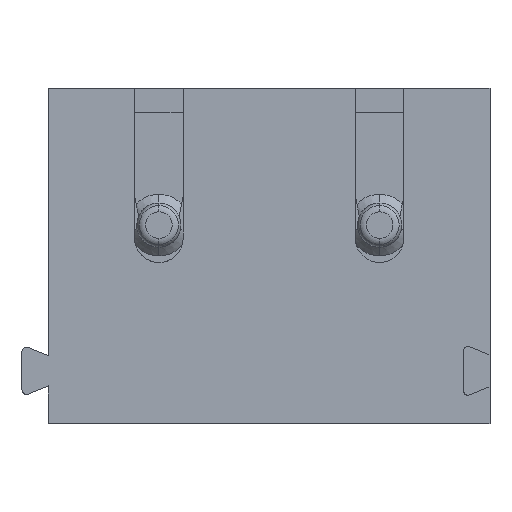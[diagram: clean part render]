
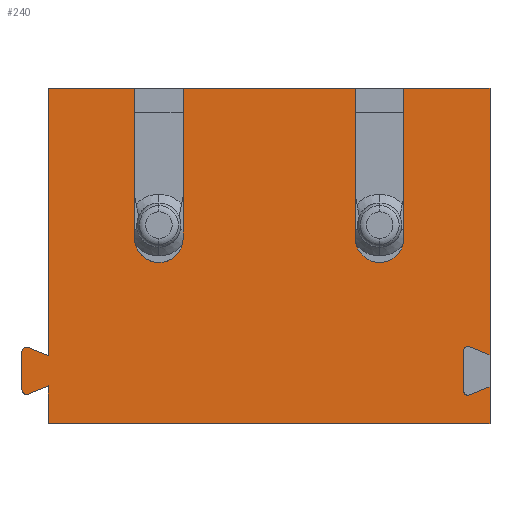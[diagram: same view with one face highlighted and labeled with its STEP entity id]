
A CAD part, front view. The second image highlights one B-rep face of the part: STEP entity #240.
In plain terms, the highlighted planar face has unit normal (0, -1, 0).
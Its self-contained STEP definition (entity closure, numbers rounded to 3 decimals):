
#240=ADVANCED_FACE('',(#1020),#656,.T.);
#656=PLANE('',#8325);
#1020=FACE_OUTER_BOUND('',#1422,.T.);
#1422=EDGE_LOOP('',(#3938,#3939,#3940,#3941,#3942,#3943,#3944,#3945,#3946,
#3947,#3948,#3949,#3950,#3951,#3952,#3953,#3954,#3955,#3956,#3957,#3958,
#3959,#3960,#3961,#3962,#3963,#3964,#3965));
#1874=LINE('',#10962,#2904);
#1875=LINE('',#10965,#2905);
#1876=LINE('',#10967,#2906);
#1877=LINE('',#10971,#2907);
#1878=LINE('',#10975,#2908);
#1879=LINE('',#10977,#2909);
#1880=LINE('',#10979,#2910);
#1881=LINE('',#10981,#2911);
#1882=LINE('',#10983,#2912);
#1883=LINE('',#10987,#2913);
#1884=LINE('',#10989,#2914);
#1885=LINE('',#10991,#2915);
#1886=LINE('',#10993,#2916);
#1887=LINE('',#10997,#2917);
#1888=LINE('',#10999,#2918);
#1889=LINE('',#11001,#2919);
#1890=LINE('',#11003,#2920);
#1891=LINE('',#11009,#2921);
#1892=LINE('',#11015,#2922);
#1893=LINE('',#11017,#2923);
#2904=VECTOR('',#8869,1.);
#2905=VECTOR('',#8870,1.);
#2906=VECTOR('',#8871,1.);
#2907=VECTOR('',#8874,1.);
#2908=VECTOR('',#8877,1.);
#2909=VECTOR('',#8878,1.);
#2910=VECTOR('',#8879,1.);
#2911=VECTOR('',#8880,1.);
#2912=VECTOR('',#8881,1.);
#2913=VECTOR('',#8884,1.);
#2914=VECTOR('',#8885,1.);
#2915=VECTOR('',#8886,1.);
#2916=VECTOR('',#8887,1.);
#2917=VECTOR('',#8890,1.);
#2918=VECTOR('',#8891,1.);
#2919=VECTOR('',#8892,1.);
#2920=VECTOR('',#8893,1.);
#2921=VECTOR('',#8898,1.);
#2922=VECTOR('',#8903,1.);
#2923=VECTOR('',#8904,1.);
#3938=ORIENTED_EDGE('',*,*,#7056,.T.);
#3939=ORIENTED_EDGE('',*,*,#7057,.F.);
#3940=ORIENTED_EDGE('',*,*,#7058,.T.);
#3941=ORIENTED_EDGE('',*,*,#7059,.T.);
#3942=ORIENTED_EDGE('',*,*,#7060,.T.);
#3943=ORIENTED_EDGE('',*,*,#7061,.T.);
#3944=ORIENTED_EDGE('',*,*,#7062,.T.);
#3945=ORIENTED_EDGE('',*,*,#7063,.F.);
#3946=ORIENTED_EDGE('',*,*,#7064,.F.);
#3947=ORIENTED_EDGE('',*,*,#7065,.T.);
#3948=ORIENTED_EDGE('',*,*,#7066,.T.);
#3949=ORIENTED_EDGE('',*,*,#7067,.T.);
#3950=ORIENTED_EDGE('',*,*,#7068,.T.);
#3951=ORIENTED_EDGE('',*,*,#7069,.F.);
#3952=ORIENTED_EDGE('',*,*,#7070,.F.);
#3953=ORIENTED_EDGE('',*,*,#7071,.F.);
#3954=ORIENTED_EDGE('',*,*,#7072,.T.);
#3955=ORIENTED_EDGE('',*,*,#7073,.F.);
#3956=ORIENTED_EDGE('',*,*,#7074,.F.);
#3957=ORIENTED_EDGE('',*,*,#7075,.F.);
#3958=ORIENTED_EDGE('',*,*,#7076,.T.);
#3959=ORIENTED_EDGE('',*,*,#7077,.T.);
#3960=ORIENTED_EDGE('',*,*,#7078,.T.);
#3961=ORIENTED_EDGE('',*,*,#7079,.F.);
#3962=ORIENTED_EDGE('',*,*,#7080,.T.);
#3963=ORIENTED_EDGE('',*,*,#7081,.T.);
#3964=ORIENTED_EDGE('',*,*,#7082,.T.);
#3965=ORIENTED_EDGE('',*,*,#7083,.F.);
#6278=VERTEX_POINT('',#10963);
#6279=VERTEX_POINT('',#10964);
#6280=VERTEX_POINT('',#10966);
#6281=VERTEX_POINT('',#10968);
#6282=VERTEX_POINT('',#10970);
#6283=VERTEX_POINT('',#10972);
#6284=VERTEX_POINT('',#10974);
#6285=VERTEX_POINT('',#10976);
#6286=VERTEX_POINT('',#10978);
#6287=VERTEX_POINT('',#10980);
#6288=VERTEX_POINT('',#10982);
#6289=VERTEX_POINT('',#10984);
#6290=VERTEX_POINT('',#10986);
#6291=VERTEX_POINT('',#10988);
#6292=VERTEX_POINT('',#10990);
#6293=VERTEX_POINT('',#10992);
#6294=VERTEX_POINT('',#10994);
#6295=VERTEX_POINT('',#10996);
#6296=VERTEX_POINT('',#10998);
#6297=VERTEX_POINT('',#11000);
#6298=VERTEX_POINT('',#11002);
#6299=VERTEX_POINT('',#11004);
#6300=VERTEX_POINT('',#11006);
#6301=VERTEX_POINT('',#11008);
#6302=VERTEX_POINT('',#11010);
#6303=VERTEX_POINT('',#11012);
#6304=VERTEX_POINT('',#11014);
#6305=VERTEX_POINT('',#11016);
#7056=EDGE_CURVE('',#6278,#6279,#1874,.T.);
#7057=EDGE_CURVE('',#6280,#6279,#1875,.T.);
#7058=EDGE_CURVE('',#6280,#6281,#1876,.T.);
#7059=EDGE_CURVE('',#6281,#6282,#8208,.T.);
#7060=EDGE_CURVE('',#6282,#6283,#1877,.T.);
#7061=EDGE_CURVE('',#6283,#6284,#8209,.T.);
#7062=EDGE_CURVE('',#6284,#6285,#1878,.T.);
#7063=EDGE_CURVE('',#6286,#6285,#1879,.T.);
#7064=EDGE_CURVE('',#6287,#6286,#1880,.T.);
#7065=EDGE_CURVE('',#6287,#6288,#1881,.T.);
#7066=EDGE_CURVE('',#6288,#6289,#1882,.T.);
#7067=EDGE_CURVE('',#6289,#6290,#8210,.T.);
#7068=EDGE_CURVE('',#6290,#6291,#1883,.T.);
#7069=EDGE_CURVE('',#6292,#6291,#1884,.T.);
#7070=EDGE_CURVE('',#6293,#6292,#1885,.T.);
#7071=EDGE_CURVE('',#6294,#6293,#1886,.T.);
#7072=EDGE_CURVE('',#6294,#6295,#8211,.T.);
#7073=EDGE_CURVE('',#6296,#6295,#1887,.T.);
#7074=EDGE_CURVE('',#6297,#6296,#1888,.T.);
#7075=EDGE_CURVE('',#6298,#6297,#1889,.T.);
#7076=EDGE_CURVE('',#6298,#6299,#1890,.T.);
#7077=EDGE_CURVE('',#6299,#6300,#8212,.T.);
#7078=EDGE_CURVE('',#6300,#6301,#8213,.T.);
#7079=EDGE_CURVE('',#6302,#6301,#1891,.T.);
#7080=EDGE_CURVE('',#6302,#6303,#8214,.T.);
#7081=EDGE_CURVE('',#6303,#6304,#8215,.T.);
#7082=EDGE_CURVE('',#6304,#6305,#1892,.T.);
#7083=EDGE_CURVE('',#6278,#6305,#1893,.T.);
#8208=CIRCLE('',#8317,0.1);
#8209=CIRCLE('',#8318,0.1);
#8210=CIRCLE('',#8319,0.55);
#8211=CIRCLE('',#8320,0.55);
#8212=CIRCLE('',#8321,0.1);
#8213=CIRCLE('',#8322,0.1);
#8214=CIRCLE('',#8323,0.1);
#8215=CIRCLE('',#8324,0.1);
#8317=AXIS2_PLACEMENT_3D('',#10969,#8872,#8873);
#8318=AXIS2_PLACEMENT_3D('',#10973,#8875,#8876);
#8319=AXIS2_PLACEMENT_3D('',#10985,#8882,#8883);
#8320=AXIS2_PLACEMENT_3D('',#10995,#8888,#8889);
#8321=AXIS2_PLACEMENT_3D('',#11005,#8894,#8895);
#8322=AXIS2_PLACEMENT_3D('',#11007,#8896,#8897);
#8323=AXIS2_PLACEMENT_3D('',#11011,#8899,#8900);
#8324=AXIS2_PLACEMENT_3D('',#11013,#8901,#8902);
#8325=AXIS2_PLACEMENT_3D('',#11018,#8905,#8906);
#8869=DIRECTION('',(1.,0.,0.));
#8870=DIRECTION('',(0.,0.,-1.));
#8871=DIRECTION('',(-0.927,0.,-0.375));
#8872=DIRECTION('',(0.,1.,0.));
#8873=DIRECTION('',(0.,0.,-1.));
#8874=DIRECTION('',(0.,0.,1.));
#8875=DIRECTION('',(0.,1.,0.));
#8876=DIRECTION('',(0.,0.,-1.));
#8877=DIRECTION('',(0.927,0.,-0.375));
#8878=DIRECTION('',(0.,0.,-1.));
#8879=DIRECTION('',(1.,0.,0.));
#8880=DIRECTION('',(0.,0.,-1.));
#8881=DIRECTION('',(0.,0.,-1.));
#8882=DIRECTION('',(0.,1.,0.));
#8883=DIRECTION('',(1.,0.,0.));
#8884=DIRECTION('',(0.,0.,1.));
#8885=DIRECTION('',(1.,0.,0.));
#8886=DIRECTION('',(0.,0.,1.));
#8887=DIRECTION('',(0.,0.,1.));
#8888=DIRECTION('',(0.,1.,0.));
#8889=DIRECTION('',(1.,0.,0.));
#8890=DIRECTION('',(0.,0.,-1.));
#8891=DIRECTION('',(1.,0.,0.));
#8892=DIRECTION('',(0.,0.,1.));
#8893=DIRECTION('',(-0.927,0.,0.375));
#8894=DIRECTION('',(0.,-1.,0.));
#8895=DIRECTION('',(0.,0.,-1.));
#8896=DIRECTION('',(0.,-1.,0.));
#8897=DIRECTION('',(0.,0.,1.));
#8898=DIRECTION('',(0.,0.,1.));
#8899=DIRECTION('',(0.,-1.,0.));
#8900=DIRECTION('',(-1.,0.,0.));
#8901=DIRECTION('',(0.,-1.,0.));
#8902=DIRECTION('',(0.,0.,-1.));
#8903=DIRECTION('',(0.927,0.,0.375));
#8904=DIRECTION('',(0.,0.,1.));
#8905=DIRECTION('',(0.,-1.,0.));
#8906=DIRECTION('',(0.,0.,-1.));
#10962=CARTESIAN_POINT('',(15.,0.4,-7.6));
#10963=CARTESIAN_POINT('',(15.,0.4,-7.6));
#10964=CARTESIAN_POINT('',(25.,0.4,-7.6));
#10965=CARTESIAN_POINT('',(25.,0.4,-6.74));
#10966=CARTESIAN_POINT('',(25.,0.4,-6.76));
#10967=CARTESIAN_POINT('',(25.,0.4,-6.76));
#10968=CARTESIAN_POINT('',(24.537,0.4,-6.947));
#10969=CARTESIAN_POINT('',(24.5,0.4,-6.854));
#10970=CARTESIAN_POINT('',(24.4,0.4,-6.854));
#10971=CARTESIAN_POINT('',(24.4,0.4,-6.982));
#10972=CARTESIAN_POINT('',(24.4,0.4,-5.946));
#10973=CARTESIAN_POINT('',(24.5,0.4,-5.946));
#10974=CARTESIAN_POINT('',(24.537,0.4,-5.853));
#10975=CARTESIAN_POINT('',(24.4,0.4,-5.798));
#10976=CARTESIAN_POINT('',(25.,0.4,-6.04));
#10977=CARTESIAN_POINT('',(25.,0.4,0.));
#10978=CARTESIAN_POINT('',(25.,0.4,0.));
#10979=CARTESIAN_POINT('',(23.05,0.4,0.));
#10980=CARTESIAN_POINT('',(23.05,0.4,0.));
#10981=CARTESIAN_POINT('',(23.05,0.4,-3.4));
#10982=CARTESIAN_POINT('',(23.05,0.4,-3.231));
#10983=CARTESIAN_POINT('',(23.05,0.4,-3.2));
#10984=CARTESIAN_POINT('',(23.05,0.4,-3.4));
#10985=CARTESIAN_POINT('',(22.5,0.4,-3.4));
#10986=CARTESIAN_POINT('',(21.95,0.4,-3.4));
#10987=CARTESIAN_POINT('',(21.95,0.4,0.));
#10988=CARTESIAN_POINT('',(21.95,0.4,0.));
#10989=CARTESIAN_POINT('',(18.05,0.4,0.));
#10990=CARTESIAN_POINT('',(18.05,0.4,0.));
#10991=CARTESIAN_POINT('',(18.05,0.4,0.));
#10992=CARTESIAN_POINT('',(18.05,0.4,-3.231));
#10993=CARTESIAN_POINT('',(18.05,0.4,-3.4));
#10994=CARTESIAN_POINT('',(18.05,0.4,-3.4));
#10995=CARTESIAN_POINT('',(17.5,0.4,-3.4));
#10996=CARTESIAN_POINT('',(16.95,0.4,-3.4));
#10997=CARTESIAN_POINT('',(16.95,0.4,-3.4));
#10998=CARTESIAN_POINT('',(16.95,0.4,0.));
#10999=CARTESIAN_POINT('',(15.,0.4,0.));
#11000=CARTESIAN_POINT('',(15.,0.4,0.));
#11001=CARTESIAN_POINT('',(15.,0.4,-6.06));
#11002=CARTESIAN_POINT('',(15.,0.4,-6.06));
#11003=CARTESIAN_POINT('',(15.,0.4,-6.06));
#11004=CARTESIAN_POINT('',(14.538,0.4,-5.873));
#11005=CARTESIAN_POINT('',(14.5,0.4,-5.966));
#11006=CARTESIAN_POINT('',(14.5,0.4,-5.866));
#11007=CARTESIAN_POINT('',(14.5,0.4,-5.966));
#11008=CARTESIAN_POINT('',(14.4,0.4,-5.966));
#11009=CARTESIAN_POINT('',(14.4,0.4,-6.834));
#11010=CARTESIAN_POINT('',(14.4,0.4,-6.834));
#11011=CARTESIAN_POINT('',(14.5,0.4,-6.834));
#11012=CARTESIAN_POINT('',(14.5,0.4,-6.934));
#11013=CARTESIAN_POINT('',(14.5,0.4,-6.834));
#11014=CARTESIAN_POINT('',(14.538,0.4,-6.927));
#11015=CARTESIAN_POINT('',(14.538,0.4,-6.927));
#11016=CARTESIAN_POINT('',(15.,0.4,-6.74));
#11017=CARTESIAN_POINT('',(15.,0.4,-7.6));
#11018=CARTESIAN_POINT('',(9.082,0.4,0.));
